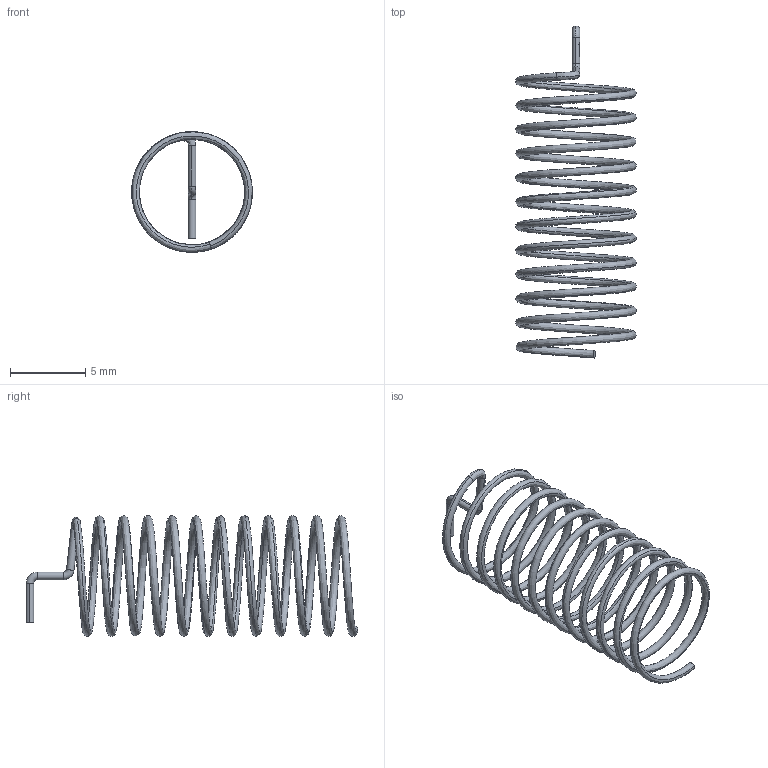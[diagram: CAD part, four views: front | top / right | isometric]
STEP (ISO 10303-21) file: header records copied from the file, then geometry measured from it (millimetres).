
FILE_DESCRIPTION (( 'STEP AP214' ), '1' );
FILE_NAME ('ANT-TH_BD7.5-L21.5.step', '2022-06-14T10:10:32', ( '' ), ( '' ), 'SwSTEP 2.0', 'SolidWorks 2020', '' );
FILE_SCHEMA (( 'AUTOMOTIVE_DESIGN' ));
Length unit declared in the file: millimetre
Products named in the file (1): ANT-TH_BD7.5-L21.5
Bounding box: 8 x 22 x 8 mm (x, y, z)
Volume: 55.3 mm3; surface area: 442.1 mm2
Topology: 1 solids, 1 shells, 238 faces, 643 edges, 426 vertices
Faces by surface type: bspline 125, plane 84, cylinder 25, torus 4
Entity records: 16031 total; most frequent: CARTESIAN_POINT 8449, ORIENTED_EDGE 1286, EDGE_CURVE 643, DIRECTION 575, VERTEX_POINT 426, B_SPLINE_CURVE_WITH_KNOTS 390, EDGE_LOOP 257, UNCERTAINTY_MEASURE_WITH_UNIT 241
